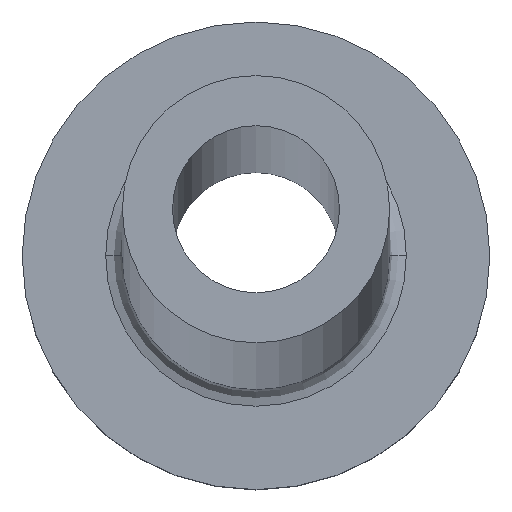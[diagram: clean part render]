
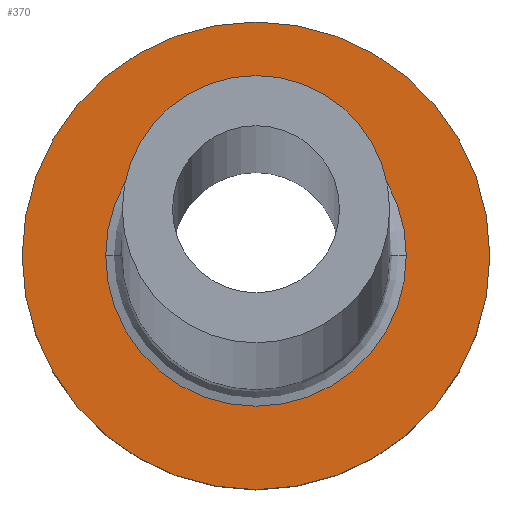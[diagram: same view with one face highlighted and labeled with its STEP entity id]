
A CAD part, top view. The second image highlights one B-rep face of the part: STEP entity #370.
In plain terms, the highlighted planar face has unit normal (0, 0, 1).
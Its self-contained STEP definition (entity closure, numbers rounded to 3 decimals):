
#17 = AXIS2_PLACEMENT_3D ( 'NONE', #25, #342, #286 ) ;
#25 = CARTESIAN_POINT ( 'NONE',  ( 0., 0., 5. ) ) ;
#37 = EDGE_CURVE ( 'NONE', #240, #297, #46, .T. ) ;
#40 = DIRECTION ( 'NONE',  ( 1., 0., 0. ) ) ;
#45 = EDGE_CURVE ( 'NONE', #297, #240, #339, .T. ) ;
#46 = CIRCLE ( 'NONE', #73, 7. ) ;
#54 = AXIS2_PLACEMENT_3D ( 'NONE', #335, #189, #191 ) ;
#55 = CARTESIAN_POINT ( 'NONE',  ( 0., 0., 5. ) ) ;
#66 = EDGE_CURVE ( 'NONE', #324, #260, #103, .T. ) ;
#69 = DIRECTION ( 'NONE',  ( 0., 0., 1. ) ) ;
#72 = DIRECTION ( 'NONE',  ( 0., 0., 1. ) ) ;
#73 = AXIS2_PLACEMENT_3D ( 'NONE', #106, #69, #219 ) ;
#77 = ORIENTED_EDGE ( 'NONE', *, *, #66, .T. ) ;
#84 = CARTESIAN_POINT ( 'NONE',  ( -7., 0., 5. ) ) ;
#93 = EDGE_LOOP ( 'NONE', ( #319, #77 ) ) ;
#103 = CIRCLE ( 'NONE', #54, 4.5 ) ;
#106 = CARTESIAN_POINT ( 'NONE',  ( 0., 0., 5. ) ) ;
#136 = CARTESIAN_POINT ( 'NONE',  ( 0., 0., 5. ) ) ;
#146 = ORIENTED_EDGE ( 'NONE', *, *, #37, .T. ) ;
#151 = DIRECTION ( 'NONE',  ( 1., 0., 0. ) ) ;
#170 = FACE_BOUND ( 'NONE', #93, .T. ) ;
#189 = DIRECTION ( 'NONE',  ( 0., 0., -1. ) ) ;
#191 = DIRECTION ( 'NONE',  ( 1., 0., 0. ) ) ;
#195 = CARTESIAN_POINT ( 'NONE',  ( 7., 0., 5. ) ) ;
#200 = DIRECTION ( 'NONE',  ( 0., 0., 1. ) ) ;
#219 = DIRECTION ( 'NONE',  ( 1., 0., 0. ) ) ;
#222 = AXIS2_PLACEMENT_3D ( 'NONE', #55, #200, #151 ) ;
#233 = FACE_OUTER_BOUND ( 'NONE', #338, .T. ) ;
#235 = CARTESIAN_POINT ( 'NONE',  ( 4.5, 0., 5. ) ) ;
#240 = VERTEX_POINT ( 'NONE', #84 ) ;
#260 = VERTEX_POINT ( 'NONE', #235 ) ;
#281 = CIRCLE ( 'NONE', #17, 4.5 ) ;
#284 = AXIS2_PLACEMENT_3D ( 'NONE', #136, #72, #40 ) ;
#286 = DIRECTION ( 'NONE',  ( 1., 0., 0. ) ) ;
#292 = EDGE_CURVE ( 'NONE', #260, #324, #281, .T. ) ;
#297 = VERTEX_POINT ( 'NONE', #195 ) ;
#319 = ORIENTED_EDGE ( 'NONE', *, *, #292, .T. ) ;
#324 = VERTEX_POINT ( 'NONE', #371 ) ;
#335 = CARTESIAN_POINT ( 'NONE',  ( 0., 0., 5. ) ) ;
#338 = EDGE_LOOP ( 'NONE', ( #146, #352 ) ) ;
#339 = CIRCLE ( 'NONE', #284, 7. ) ;
#342 = DIRECTION ( 'NONE',  ( 0., 0., -1. ) ) ;
#345 = PLANE ( 'NONE',  #222 ) ;
#352 = ORIENTED_EDGE ( 'NONE', *, *, #45, .T. ) ;
#370 = ADVANCED_FACE ( 'NONE', ( #170, #233 ), #345, .T. ) ;
#371 = CARTESIAN_POINT ( 'NONE',  ( -4.5, 0., 5. ) ) ;
